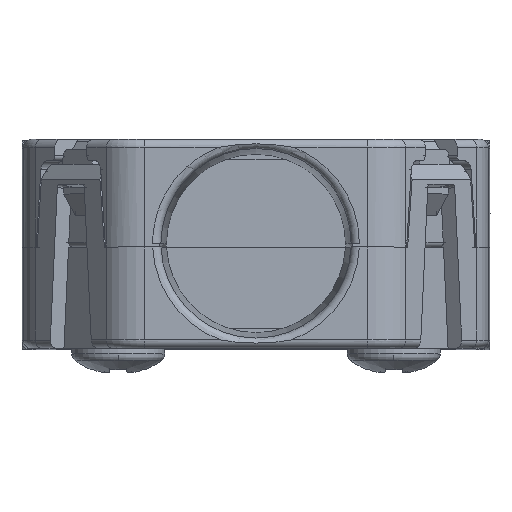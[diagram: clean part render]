
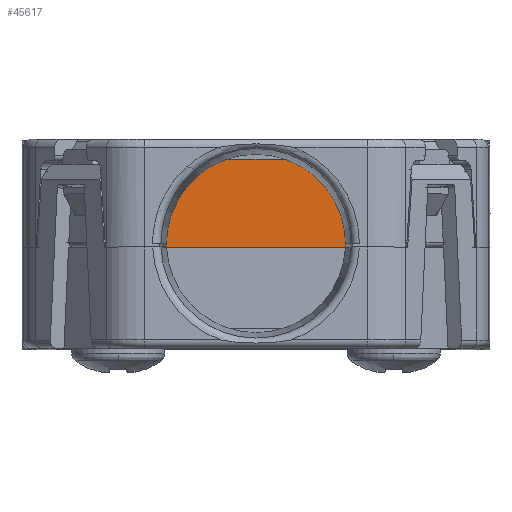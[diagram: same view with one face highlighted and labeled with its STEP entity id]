
A CAD part, top view. The second image highlights one B-rep face of the part: STEP entity #45617.
In plain terms, the highlighted planar face has unit normal (0, 0, 1).
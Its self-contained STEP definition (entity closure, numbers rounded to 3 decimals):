
#117 = DIRECTION ( 'NONE',  ( 0., -1., 0. ) ) ;
#569 = CARTESIAN_POINT ( 'NONE',  ( -2.3, 5.017, 30.65 ) ) ;
#884 = CARTESIAN_POINT ( 'NONE',  ( 2.301, 5.017, 30.65 ) ) ;
#2295 = VERTEX_POINT ( 'NONE', #16509 ) ;
#2644 = FACE_OUTER_BOUND ( 'NONE', #35017, .T. ) ;
#4391 = EDGE_CURVE ( 'NONE', #25631, #8843, #21850, .T. ) ;
#4740 = CARTESIAN_POINT ( 'NONE',  ( 1.775, 5.2, 30.65 ) ) ;
#5141 = LINE ( 'NONE', #32764, #39375 ) ;
#8118 = CARTESIAN_POINT ( 'NONE',  ( 5.314, 1.21, 30.65 ) ) ;
#8843 = VERTEX_POINT ( 'NONE', #13750 ) ;
#9363 = DIRECTION ( 'NONE',  ( 0., -1., 0. ) ) ;
#10336 = ORIENTED_EDGE ( 'NONE', *, *, #38684, .F. ) ;
#10484 = EDGE_CURVE ( 'NONE', #25631, #2295, #5141, .T. ) ;
#11501 = CARTESIAN_POINT ( 'NONE',  ( -5.313, 1.212, 30.65 ) ) ;
#11807 = CARTESIAN_POINT ( 'NONE',  ( 5.4, 0.658, 30.65 ) ) ;
#11832 = EDGE_CURVE ( 'NONE', #38865, #39505, #12254, .T. ) ;
#11979 = EDGE_CURVE ( 'NONE', #38865, #17323, #41532, .T. ) ;
#12254 = B_SPLINE_CURVE_WITH_KNOTS ( 'NONE', 3,
 ( #37336, #11807, #8118, #15525, #40962, #19169, #44646, #22798, #884, #26495 ),
 .UNSPECIFIED., .F., .F.,
 ( 4, 2, 2, 2, 4 ),
 ( 0., 0.25, 0.5, 0.75, 1. ),
 .UNSPECIFIED. ) ;
#12589 = ORIENTED_EDGE ( 'NONE', *, *, #11832, .T. ) ;
#13750 = CARTESIAN_POINT ( 'NONE',  ( -1.775, 5.2, 30.65 ) ) ;
#14776 = CARTESIAN_POINT ( 'NONE',  ( 10., 5.2, 30.65 ) ) ;
#14893 = LINE ( 'NONE', #14776, #33165 ) ;
#15134 = DIRECTION ( 'NONE',  ( 1., 0., 0. ) ) ;
#15146 = ORIENTED_EDGE ( 'NONE', *, *, #26002, .F. ) ;
#15195 = CARTESIAN_POINT ( 'NONE',  ( -4.975, 2.272, 30.65 ) ) ;
#15525 = CARTESIAN_POINT ( 'NONE',  ( 4.975, 2.274, 30.65 ) ) ;
#16364 = VECTOR ( 'NONE', #18063, 1000. ) ;
#16509 = CARTESIAN_POINT ( 'NONE',  ( -5.4, -0.1, 30.65 ) ) ;
#17323 = VERTEX_POINT ( 'NONE', #32088 ) ;
#18063 = DIRECTION ( 'NONE',  ( -1., 0., 0. ) ) ;
#18851 = CARTESIAN_POINT ( 'NONE',  ( -4.079, 3.682, 30.65 ) ) ;
#19169 = CARTESIAN_POINT ( 'NONE',  ( 4.078, 3.683, 30.65 ) ) ;
#20846 = ORIENTED_EDGE ( 'NONE', *, *, #10484, .T. ) ;
#21850 = B_SPLINE_CURVE_WITH_KNOTS ( 'NONE', 3,
 ( #37027, #33380, #11501, #15195, #40663, #18851, #44322, #22497, #569, #26169 ),
 .UNSPECIFIED., .F., .F.,
 ( 4, 2, 2, 2, 4 ),
 ( 0., 0.098, 0.197, 0.295, 0.393 ),
 .UNSPECIFIED. ) ;
#22106 = DIRECTION ( 'NONE',  ( 1., 0., 0. ) ) ;
#22177 = VECTOR ( 'NONE', #9363, 1000. ) ;
#22497 = CARTESIAN_POINT ( 'NONE',  ( -2.797, 4.753, 30.65 ) ) ;
#22792 = CARTESIAN_POINT ( 'NONE',  ( 5.4, 0.1, 30.65 ) ) ;
#22798 = CARTESIAN_POINT ( 'NONE',  ( 2.795, 4.754, 30.65 ) ) ;
#23595 = ORIENTED_EDGE ( 'NONE', *, *, #4391, .F. ) ;
#25012 = AXIS2_PLACEMENT_3D ( 'NONE', #29635, #36978, #15134 ) ;
#25631 = VERTEX_POINT ( 'NONE', #33347 ) ;
#25971 = PLANE ( 'NONE',  #25012 ) ;
#26002 = EDGE_CURVE ( 'NONE', #8843, #39505, #14893, .T. ) ;
#26169 = CARTESIAN_POINT ( 'NONE',  ( -1.775, 5.2, 30.65 ) ) ;
#26495 = CARTESIAN_POINT ( 'NONE',  ( 1.775, 5.2, 30.65 ) ) ;
#29635 = CARTESIAN_POINT ( 'NONE',  ( 10., 53.346, 30.65 ) ) ;
#32088 = CARTESIAN_POINT ( 'NONE',  ( 5.4, -0.1, 30.65 ) ) ;
#32764 = CARTESIAN_POINT ( 'NONE',  ( -5.4, 0., 30.65 ) ) ;
#33165 = VECTOR ( 'NONE', #22106, 1000. ) ;
#33347 = CARTESIAN_POINT ( 'NONE',  ( -5.4, 0.1, 30.65 ) ) ;
#33380 = CARTESIAN_POINT ( 'NONE',  ( -5.4, 0.656, 30.65 ) ) ;
#35017 = EDGE_LOOP ( 'NONE', ( #20846, #10336, #38143, #12589, #15146, #23595 ) ) ;
#36978 = DIRECTION ( 'NONE',  ( 0., 0., 1. ) ) ;
#37027 = CARTESIAN_POINT ( 'NONE',  ( -5.4, 0.1, 30.65 ) ) ;
#37336 = CARTESIAN_POINT ( 'NONE',  ( 5.4, 0.1, 30.65 ) ) ;
#38143 = ORIENTED_EDGE ( 'NONE', *, *, #11979, .F. ) ;
#38684 = EDGE_CURVE ( 'NONE', #17323, #2295, #44285, .T. ) ;
#38865 = VERTEX_POINT ( 'NONE', #22792 ) ;
#39375 = VECTOR ( 'NONE', #117, 1000. ) ;
#39505 = VERTEX_POINT ( 'NONE', #4740 ) ;
#39860 = CARTESIAN_POINT ( 'NONE',  ( 10., -0.1, 30.65 ) ) ;
#40663 = CARTESIAN_POINT ( 'NONE',  ( -4.724, 2.775, 30.65 ) ) ;
#40962 = CARTESIAN_POINT ( 'NONE',  ( 4.725, 2.774, 30.65 ) ) ;
#41532 = LINE ( 'NONE', #45879, #22177 ) ;
#44285 = LINE ( 'NONE', #39860, #16364 ) ;
#44322 = CARTESIAN_POINT ( 'NONE',  ( -3.686, 4.085, 30.65 ) ) ;
#44646 = CARTESIAN_POINT ( 'NONE',  ( 3.688, 4.084, 30.65 ) ) ;
#45617 = ADVANCED_FACE ( 'NONE', ( #2644 ), #25971, .T. ) ;
#45879 = CARTESIAN_POINT ( 'NONE',  ( 5.4, 0., 30.65 ) ) ;
